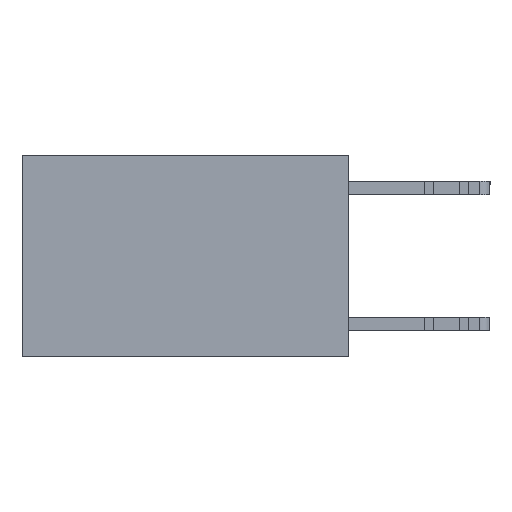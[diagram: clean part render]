
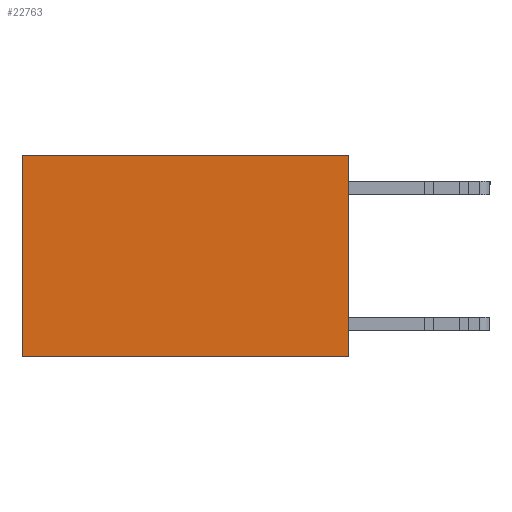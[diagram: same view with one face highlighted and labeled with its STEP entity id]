
A CAD part, left-side view. The second image highlights one B-rep face of the part: STEP entity #22763.
In plain terms, the highlighted planar face has unit normal (-1, 0, 0).
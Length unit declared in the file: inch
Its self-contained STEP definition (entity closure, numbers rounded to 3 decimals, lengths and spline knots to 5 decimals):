
#113 = VERTEX_POINT ( 'NONE', #27210 ) ;
#1844 = ORIENTED_EDGE ( 'NONE', *, *, #20241, .T. ) ;
#3141 = AXIS2_PLACEMENT_3D ( 'NONE', #28954, #5074, #17424 ) ;
#4278 = DIRECTION ( 'NONE',  ( 0., 0., -1. ) ) ;
#4403 = EDGE_CURVE ( 'NONE', #20679, #14667, #11630, .T. ) ;
#5074 = DIRECTION ( 'NONE',  ( 1., 0., 0. ) ) ;
#5115 = EDGE_CURVE ( 'NONE', #17916, #20679, #7769, .T. ) ;
#7469 = VECTOR ( 'NONE', #4278, 39.37008 ) ;
#7542 = EDGE_LOOP ( 'NONE', ( #15522, #17575, #9908, #1844 ) ) ;
#7769 = LINE ( 'NONE', #27068, #28668 ) ;
#7896 = CARTESIAN_POINT ( 'NONE',  ( 0.2625, 0., 0. ) ) ;
#9908 = ORIENTED_EDGE ( 'NONE', *, *, #5115, .F. ) ;
#10270 = VECTOR ( 'NONE', #21427, 39.37008 ) ;
#10449 = PLANE ( 'NONE',  #3141 ) ;
#10594 = CARTESIAN_POINT ( 'NONE',  ( 0.2625, 0., 0. ) ) ;
#11264 = CARTESIAN_POINT ( 'NONE',  ( 0.2625, 0.6, 0. ) ) ;
#11472 = CARTESIAN_POINT ( 'NONE',  ( 0.2625, 0., -0.37 ) ) ;
#11630 = LINE ( 'NONE', #11472, #10270 ) ;
#13557 = VECTOR ( 'NONE', #17552, 39.37008 ) ;
#13801 = LINE ( 'NONE', #11264, #7469 ) ;
#14667 = VERTEX_POINT ( 'NONE', #24358 ) ;
#15522 = ORIENTED_EDGE ( 'NONE', *, *, #19829, .T. ) ;
#17424 = DIRECTION ( 'NONE',  ( 0., 0., -1. ) ) ;
#17552 = DIRECTION ( 'NONE',  ( 0., 1., 0. ) ) ;
#17575 = ORIENTED_EDGE ( 'NONE', *, *, #4403, .F. ) ;
#17862 = LINE ( 'NONE', #7896, #13557 ) ;
#17916 = VERTEX_POINT ( 'NONE', #10594 ) ;
#19829 = EDGE_CURVE ( 'NONE', #113, #14667, #13801, .T. ) ;
#20241 = EDGE_CURVE ( 'NONE', #17916, #113, #17862, .T. ) ;
#20679 = VERTEX_POINT ( 'NONE', #27890 ) ;
#21427 = DIRECTION ( 'NONE',  ( 0., 1., 0. ) ) ;
#21699 = DIRECTION ( 'NONE',  ( 0., 0., -1. ) ) ;
#22471 = FACE_OUTER_BOUND ( 'NONE', #7542, .T. ) ;
#22763 = ADVANCED_FACE ( 'NONE', ( #22471 ), #10449, .F. ) ;
#24358 = CARTESIAN_POINT ( 'NONE',  ( 0.2625, 0.6, -0.37 ) ) ;
#27068 = CARTESIAN_POINT ( 'NONE',  ( 0.2625, 0., 0. ) ) ;
#27210 = CARTESIAN_POINT ( 'NONE',  ( 0.2625, 0.6, 0. ) ) ;
#27890 = CARTESIAN_POINT ( 'NONE',  ( 0.2625, 0., -0.37 ) ) ;
#28668 = VECTOR ( 'NONE', #21699, 39.37008 ) ;
#28954 = CARTESIAN_POINT ( 'NONE',  ( 0.2625, 0., 0. ) ) ;
